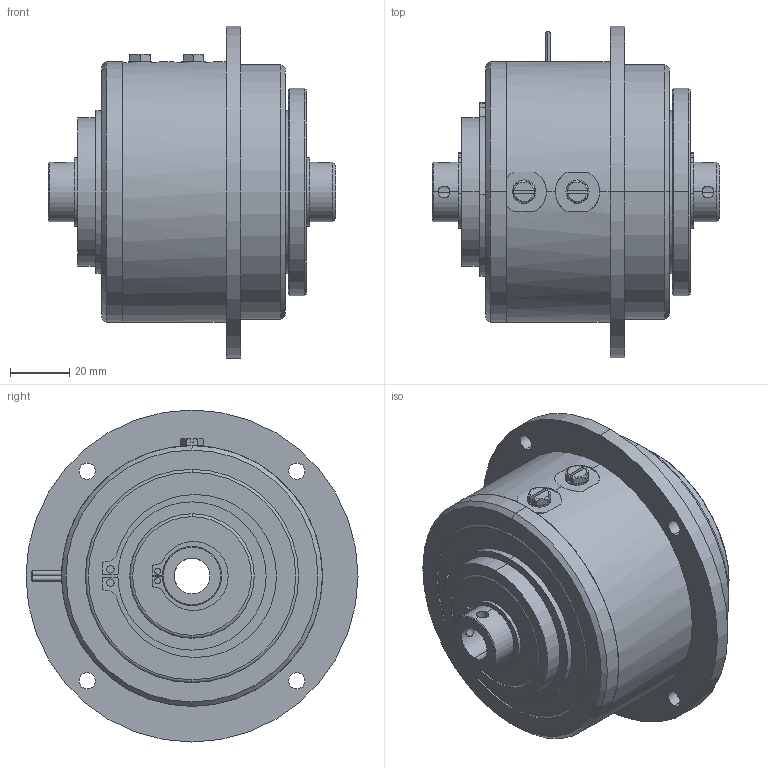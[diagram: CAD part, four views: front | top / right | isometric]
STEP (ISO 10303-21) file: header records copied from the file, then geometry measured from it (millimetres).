
FILE_DESCRIPTION (( 'STEP AP203' ), '1' );
FILE_NAME ('OPC 40A_25447600.STEP', '2020-03-15T23:14:55', ( '' ), ( '' ), 'SwSTEP 2.0', 'SolidWorks 2018', '' );
FILE_SCHEMA (( 'CONFIG_CONTROL_DESIGN' ));
Length unit declared in the file: millimetre
Products named in the file (1): OPC 40A_25447600
Bounding box: 97 x 112 x 112 mm (x, y, z)
Volume: 427371.9 mm3; surface area: 51055 mm2
Topology: 1 solids, 1 shells, 228 faces, 565 edges, 356 vertices
Faces by surface type: cylinder 106, plane 96, cone 16, torus 10
Entity records: 7469 total; most frequent: CARTESIAN_POINT 1842, DIRECTION 1206, ORIENTED_EDGE 1122, EDGE_CURVE 561, AXIS2_PLACEMENT_3D 472, VERTEX_POINT 356, EDGE_LOOP 275, VECTOR 262
